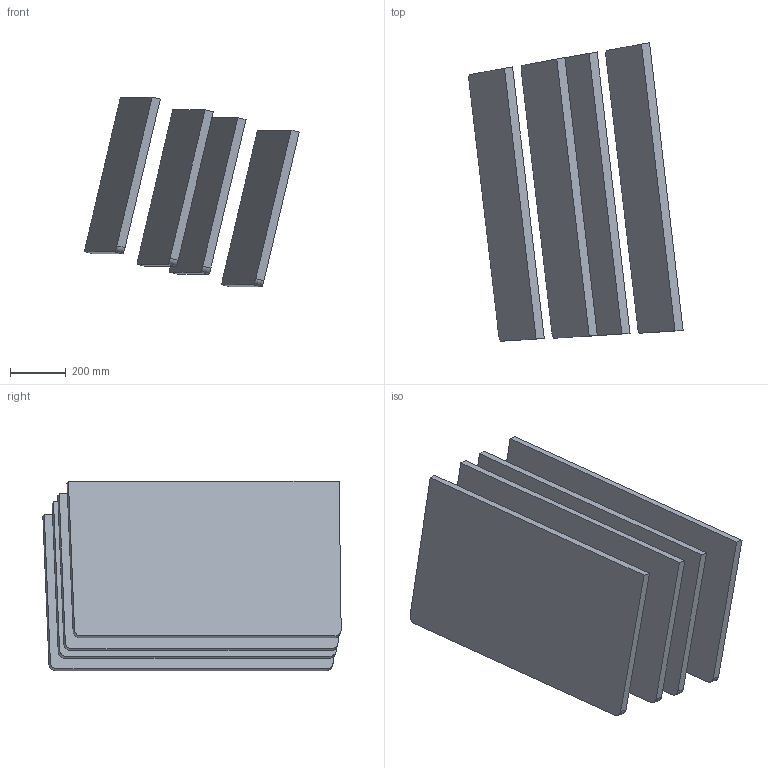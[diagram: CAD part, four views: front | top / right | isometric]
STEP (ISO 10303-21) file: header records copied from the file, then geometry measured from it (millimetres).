
FILE_DESCRIPTION(('FreeCAD Model'),'2;1');
FILE_NAME('detailed_HCPB/step/cooling_plate_1_sample_envelope_2.step', '2018-03-08T12:09:19',('FreeCAD'),('FreeCAD'), 'Open CASCADE STEP processor 7.1','FreeCAD','Unknown');
FILE_SCHEMA(('AUTOMOTIVE_DESIGN_CC2 { 1 2 10303 214 -1 1 5 4 }'));
Length unit declared in the file: millimetre
Products named in the file (5): Open CASCADE STEP translator 7.1 4; Open CASCADE STEP translator 7.1 4.1; Open CASCADE STEP translator 7.1 4.2; Open CASCADE STEP translator 7.1 4.3; Open CASCADE STEP translator 7.1 4.4
Assembly tree (4 placements, depth 2):
  Open CASCADE STEP translator 7.1 4
    Open CASCADE STEP translator 7.1 4.1
    Open CASCADE STEP translator 7.1 4.2
    Open CASCADE STEP translator 7.1 4.3
    Open CASCADE STEP translator 7.1 4.4
Bounding box: 765.6 x 1065.88 x 677.13 mm (x, y, z)
Volume: 67910741.9 mm3; surface area: 4900849.4 mm2
Topology: 4 solids, 4 shells, 32 faces, 72 edges, 48 vertices
Faces by surface type: plane 24, cylinder 8
Entity records: 1920 total; most frequent: CARTESIAN_POINT 509, DIRECTION 210, ORIENTED_EDGE 144, PCURVE 144, DEFINITIONAL_REPRESENTATION 144, B_SPLINE_CURVE_WITH_KNOTS 96, LINE 88, VECTOR 88
